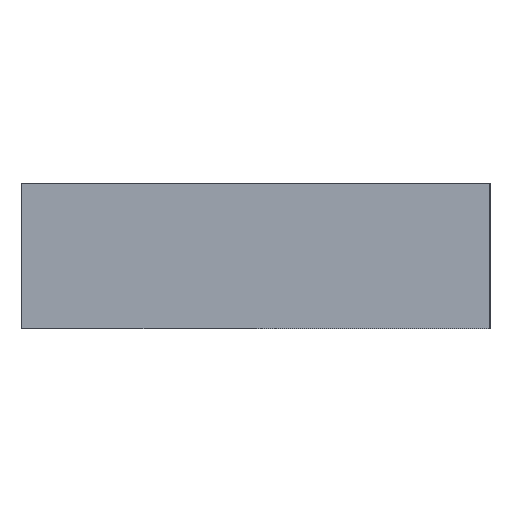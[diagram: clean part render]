
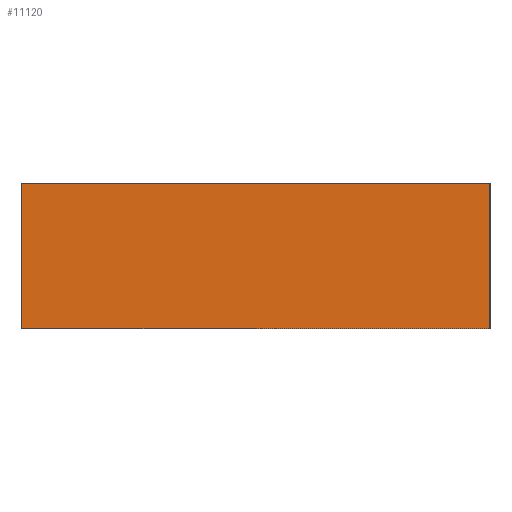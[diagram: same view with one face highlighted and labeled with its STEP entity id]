
A CAD part, left-side view. The second image highlights one B-rep face of the part: STEP entity #11120.
In plain terms, the highlighted planar face has unit normal (-1, 0, 0).
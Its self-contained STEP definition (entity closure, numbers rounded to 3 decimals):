
#800=CARTESIAN_POINT('',(9.893,-212.412,19.));
#810=VERTEX_POINT('',#800);
#860=CARTESIAN_POINT('',(9.893,0.,19.));
#870=DIRECTION('',(-0.,-1.,0.));
#880=VECTOR('',#870,1.);
#890=LINE('',#860,#880);
#900=CARTESIAN_POINT('',(9.893,-144.708,19.));
#910=VERTEX_POINT('',#900);
#920=EDGE_CURVE('',#910,#810,#890,.T.);
#10040=CARTESIAN_POINT('',(9.893,-212.412,-2.));
#10050=VERTEX_POINT('',#10040);
#10080=CARTESIAN_POINT('',(9.893,-212.412,0.));
#10090=DIRECTION('',(-0.,0.,-1.));
#10100=VECTOR('',#10090,1.);
#10110=LINE('',#10080,#10100);
#10120=EDGE_CURVE('',#810,#10050,#10110,.T.);
#10570=CARTESIAN_POINT('',(9.893,-144.708,-2.));
#10580=VERTEX_POINT('',#10570);
#10630=CARTESIAN_POINT('',(9.893,0.,-2.));
#10640=DIRECTION('',(-0.,-1.,0.));
#10650=VECTOR('',#10640,1.);
#10660=LINE('',#10630,#10650);
#10670=EDGE_CURVE('',#10580,#10050,#10660,.T.);
#10960=CARTESIAN_POINT('',(9.893,-148.258,0.));
#10970=DIRECTION('',(-1.,0.,0.));
#10980=DIRECTION('',(0.,1.,0.));
#10990=AXIS2_PLACEMENT_3D('',#10960,#10970,#10980);
#11000=PLANE('',#10990);
#11010=ORIENTED_EDGE('',*,*,#920,.F.);
#11020=ORIENTED_EDGE('',*,*,#10120,.F.);
#11030=ORIENTED_EDGE('',*,*,#10670,.T.);
#11040=CARTESIAN_POINT('',(9.893,-144.708,0.));
#11050=DIRECTION('',(0.,0.,1.));
#11060=VECTOR('',#11050,1.);
#11070=LINE('',#11040,#11060);
#11080=EDGE_CURVE('',#10580,#910,#11070,.T.);
#11090=ORIENTED_EDGE('',*,*,#11080,.F.);
#11100=EDGE_LOOP('',(#11090,#11030,#11020,#11010));
#11110=FACE_OUTER_BOUND('',#11100,.T.);
#11120=ADVANCED_FACE('',(#11110),#11000,.T.);
